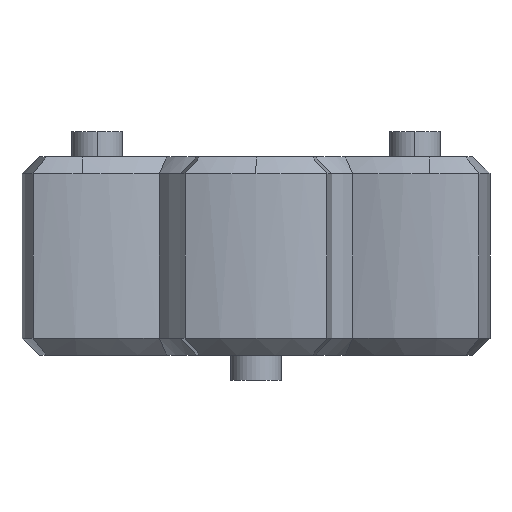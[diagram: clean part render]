
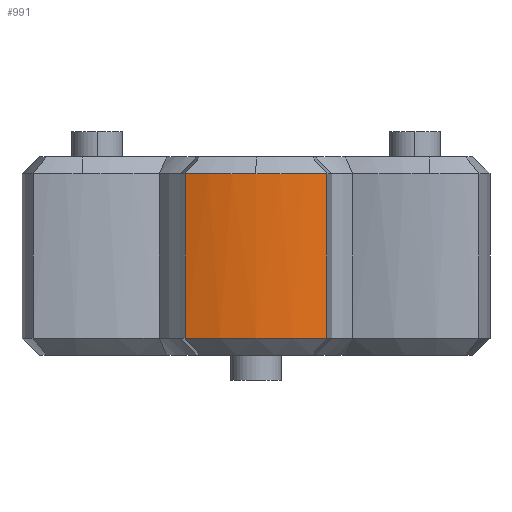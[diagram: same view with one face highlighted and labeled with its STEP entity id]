
A CAD part, left-side view. The second image highlights one B-rep face of the part: STEP entity #991.
In plain terms, the highlighted cylindrical face has radius 7.048 mm (diameter 14.097 mm), a partial arc.
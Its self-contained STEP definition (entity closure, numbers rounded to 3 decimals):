
#35 = EDGE_CURVE ( 'NONE', #1390, #1395, #2034, .T. ) ;
#106 = ORIENTED_EDGE ( 'NONE', *, *, #1993, .T. ) ;
#115 = DIRECTION ( 'NONE',  ( 0., 0., 1. ) ) ;
#189 = CARTESIAN_POINT ( 'NONE',  ( -6.716, -2.138, 2.476 ) ) ;
#299 = CIRCLE ( 'NONE', #722, 7.048 ) ;
#313 = CIRCLE ( 'NONE', #889, 7.048 ) ;
#398 = CARTESIAN_POINT ( 'NONE',  ( -6.716, 2.138, -2.477 ) ) ;
#416 = EDGE_CURVE ( 'NONE', #1390, #1223, #313, .T. ) ;
#491 = CARTESIAN_POINT ( 'NONE',  ( -6.716, 2.138, -2.985 ) ) ;
#515 = VECTOR ( 'NONE', #115, 1000. ) ;
#562 = CARTESIAN_POINT ( 'NONE',  ( -6.716, 2.138, 2.476 ) ) ;
#571 = ORIENTED_EDGE ( 'NONE', *, *, #35, .F. ) ;
#722 = AXIS2_PLACEMENT_3D ( 'NONE', #1292, #1767, #1927 ) ;
#808 = DIRECTION ( 'NONE',  ( 0., 0., 1. ) ) ;
#889 = AXIS2_PLACEMENT_3D ( 'NONE', #1316, #1336, #1342 ) ;
#901 = CARTESIAN_POINT ( 'NONE',  ( -7.048, 0., 2.476 ) ) ;
#991 = ADVANCED_FACE ( 'NONE', ( #1439 ), #1816, .T. ) ;
#997 = CIRCLE ( 'NONE', #1494, 7.048 ) ;
#1034 = ORIENTED_EDGE ( 'NONE', *, *, #416, .T. ) ;
#1114 = VECTOR ( 'NONE', #808, 1000. ) ;
#1168 = CARTESIAN_POINT ( 'NONE',  ( -6.716, -2.138, -2.477 ) ) ;
#1180 = EDGE_CURVE ( 'NONE', #1484, #1948, #299, .T. ) ;
#1185 = ORIENTED_EDGE ( 'NONE', *, *, #1409, .T. ) ;
#1223 = VERTEX_POINT ( 'NONE', #1168 ) ;
#1228 = CARTESIAN_POINT ( 'NONE',  ( -6.716, -2.138, -2.985 ) ) ;
#1292 = CARTESIAN_POINT ( 'NONE',  ( 0., 0., 2.476 ) ) ;
#1316 = CARTESIAN_POINT ( 'NONE',  ( 0., 0., -2.477 ) ) ;
#1336 = DIRECTION ( 'NONE',  ( 0., 0., 1. ) ) ;
#1342 = DIRECTION ( 'NONE',  ( -1., 0., 0. ) ) ;
#1369 = DIRECTION ( 'NONE',  ( 1., 0., 0. ) ) ;
#1370 = LINE ( 'NONE', #1228, #515 ) ;
#1389 = CARTESIAN_POINT ( 'NONE',  ( 0., 0., -2.985 ) ) ;
#1390 = VERTEX_POINT ( 'NONE', #398 ) ;
#1395 = VERTEX_POINT ( 'NONE', #562 ) ;
#1401 = DIRECTION ( 'NONE',  ( 0., 0., 1. ) ) ;
#1404 = AXIS2_PLACEMENT_3D ( 'NONE', #1389, #1401, #1369 ) ;
#1409 = EDGE_CURVE ( 'NONE', #1948, #1395, #997, .T. ) ;
#1439 = FACE_OUTER_BOUND ( 'NONE', #1972, .T. ) ;
#1484 = VERTEX_POINT ( 'NONE', #189 ) ;
#1494 = AXIS2_PLACEMENT_3D ( 'NONE', #1852, #1863, #1996 ) ;
#1767 = DIRECTION ( 'NONE',  ( 0., 0., -1. ) ) ;
#1800 = ORIENTED_EDGE ( 'NONE', *, *, #1180, .T. ) ;
#1816 = CYLINDRICAL_SURFACE ( 'NONE', #1404, 7.048 ) ;
#1852 = CARTESIAN_POINT ( 'NONE',  ( 0., 0., 2.476 ) ) ;
#1863 = DIRECTION ( 'NONE',  ( 0., 0., -1. ) ) ;
#1927 = DIRECTION ( 'NONE',  ( 1., 0., 0. ) ) ;
#1948 = VERTEX_POINT ( 'NONE', #901 ) ;
#1972 = EDGE_LOOP ( 'NONE', ( #106, #1800, #1185, #571, #1034 ) ) ;
#1993 = EDGE_CURVE ( 'NONE', #1223, #1484, #1370, .T. ) ;
#1996 = DIRECTION ( 'NONE',  ( 1., 0., 0. ) ) ;
#2034 = LINE ( 'NONE', #491, #1114 ) ;
